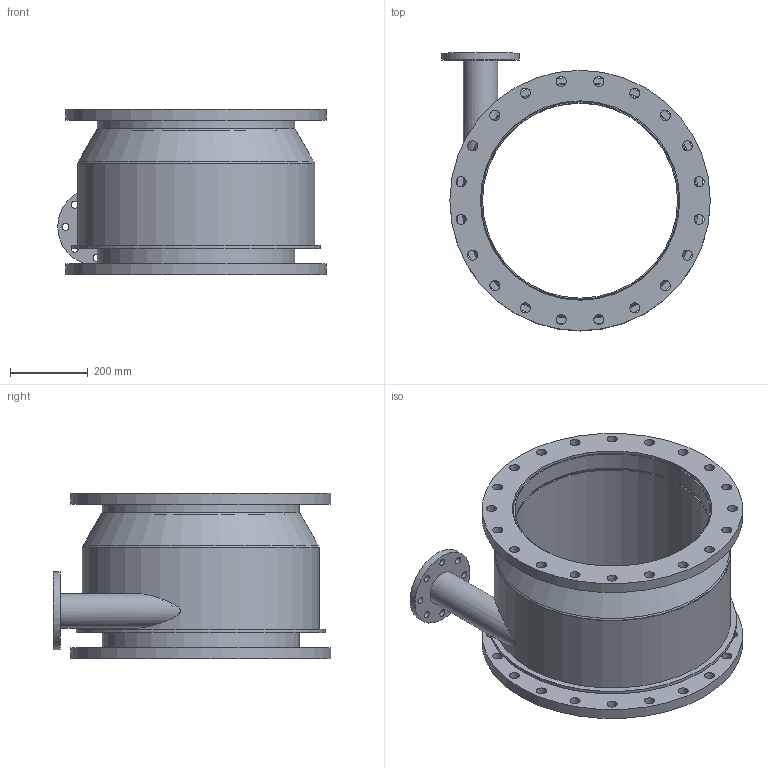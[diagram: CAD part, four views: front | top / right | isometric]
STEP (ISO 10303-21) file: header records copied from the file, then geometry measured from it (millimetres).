
FILE_DESCRIPTION(/* description */ (''),/* implementation_level */ '2;1');
FILE_NAME(/* name */ '3911 WI 20.stp',/* time_stamp */ '2015-04-02T14:28:15+02:00',/* author */ ('Tekenkamer'),/* organization */ (''),/* preprocessor_version */ 'ST-DEVELOPER v15.6',/* originating_system */ 'Autodesk Inventor 2015',/* authorisation */ '');
FILE_SCHEMA (('AUTOMOTIVE_DESIGN { 1 0 10303 214 3 1 1 }'));
Length unit declared in the file: millimetre
Products named in the file (1): 3911 WI 20
Bounding box: 691 x 715 x 425 mm (x, y, z)
Volume: 12591518.1 mm3; surface area: 3813899.7 mm2
Topology: 9 solids, 9 shells, 84 faces, 200 edges, 133 vertices
Faces by surface type: cylinder 65, plane 16, cone 3
Full cylindrical faces by diameter (mm): 18 x8, 26 x40, 82.9 x1, 88.9 x1, 90 x1, 200 x1, 502 x2, 508 x2, 510 x1, 513 x2, 604 x1, 610 x1, 640 x1, 670 x2
Entity records: 2565 total; most frequent: CARTESIAN_POINT 497, DIRECTION 432, ORIENTED_EDGE 266, EDGE_LOOP 264, AXIS2_PLACEMENT_3D 216, FACE_BOUND 180, VERTEX_POINT 133, EDGE_CURVE 133
